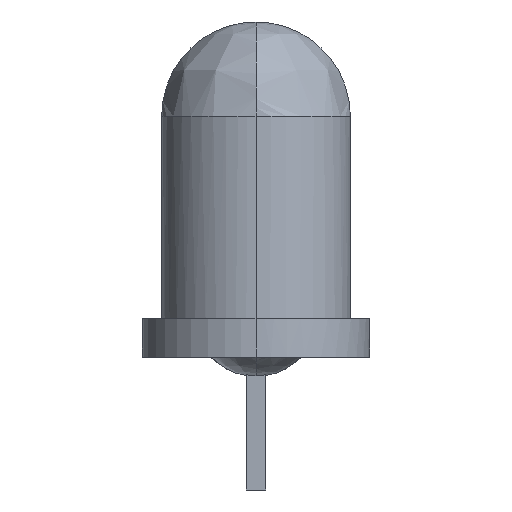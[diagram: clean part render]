
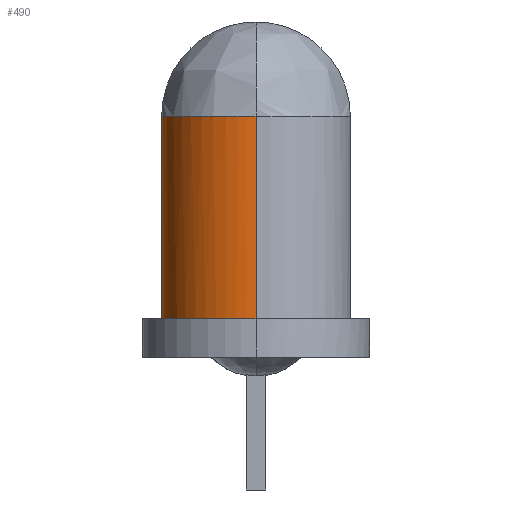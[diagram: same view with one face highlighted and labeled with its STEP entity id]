
A CAD part, left-side view. The second image highlights one B-rep face of the part: STEP entity #490.
In plain terms, the highlighted free-form (B-spline) face has degree [3, 1] with [4, 2] control points.
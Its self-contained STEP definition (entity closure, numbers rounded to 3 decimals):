
#116=(
BOUNDED_SURFACE()
B_SPLINE_SURFACE(3,1,((#6358,#6359),(#6360,#6361),(#6362,#6363),(#6364,
#6365)),.UNSPECIFIED.,.F.,.F.,.F.)
B_SPLINE_SURFACE_WITH_KNOTS((4,4),(2,2),(0.,1.),(0.,1.),.UNSPECIFIED.)
GEOMETRIC_REPRESENTATION_ITEM()
RATIONAL_B_SPLINE_SURFACE(((1.,1.),(0.333,0.333),
(0.333,0.333),(1.,1.)))
REPRESENTATION_ITEM('')
SURFACE()
);
#490=ADVANCED_FACE('',(#664),#116,.T.);
#664=FACE_OUTER_BOUND('',#850,.T.);
#850=EDGE_LOOP('',(#1632,#1633,#1634,#1635,#1636));
#1632=ORIENTED_EDGE('',*,*,#2107,.F.);
#1633=ORIENTED_EDGE('',*,*,#2104,.F.);
#1634=ORIENTED_EDGE('',*,*,#2110,.T.);
#1635=ORIENTED_EDGE('',*,*,#2109,.T.);
#1636=ORIENTED_EDGE('',*,*,#2108,.T.);
#2104=EDGE_CURVE('',#2896,#2897,#2430,.T.);
#2107=EDGE_CURVE('',#2897,#2893,#2433,.T.);
#2108=EDGE_CURVE('',#2898,#2893,#2579,.T.);
#2109=EDGE_CURVE('',#2884,#2898,#2434,.T.);
#2110=EDGE_CURVE('',#2896,#2884,#2580,.T.);
#2430=(
BOUNDED_CURVE()
B_SPLINE_CURVE(3,(#6595,#6596,#6597,#6598),.UNSPECIFIED.,.F.,.F.)
B_SPLINE_CURVE_WITH_KNOTS((4,4),(-3.142,-1.571),
 .UNSPECIFIED.)
CURVE()
GEOMETRIC_REPRESENTATION_ITEM()
RATIONAL_B_SPLINE_CURVE((1.,0.805,0.805,1.))
REPRESENTATION_ITEM('')
);
#2433=(
BOUNDED_CURVE()
B_SPLINE_CURVE(3,(#6607,#6608,#6609,#6610),.UNSPECIFIED.,.F.,.F.)
B_SPLINE_CURVE_WITH_KNOTS((4,4),(0.,1.571),.UNSPECIFIED.)
CURVE()
GEOMETRIC_REPRESENTATION_ITEM()
RATIONAL_B_SPLINE_CURVE((1.,0.805,0.805,1.))
REPRESENTATION_ITEM('')
);
#2434=(
BOUNDED_CURVE()
B_SPLINE_CURVE(3,(#6613,#6614,#6615,#6616),.UNSPECIFIED.,.F.,.F.)
B_SPLINE_CURVE_WITH_KNOTS((4,4),(3.147,6.288),
 .UNSPECIFIED.)
CURVE()
GEOMETRIC_REPRESENTATION_ITEM()
RATIONAL_B_SPLINE_CURVE((1.,0.333,0.333,1.))
REPRESENTATION_ITEM('')
);
#2579=B_SPLINE_CURVE_WITH_KNOTS('',1,(#6611,#6612),.UNSPECIFIED.,.F.,.F.,
(2,2),(6.288,6.294),.UNSPECIFIED.);
#2580=B_SPLINE_CURVE_WITH_KNOTS('',1,(#6617,#6618),.UNSPECIFIED.,.F.,.F.,
(2,2),(3.142,3.147),.UNSPECIFIED.);
#2884=VERTEX_POINT('',#6412);
#2893=VERTEX_POINT('',#6421);
#2896=VERTEX_POINT('',#6424);
#2897=VERTEX_POINT('',#6425);
#2898=VERTEX_POINT('',#6426);
#6358=CARTESIAN_POINT('',(-2.45,7.,7.275));
#6359=CARTESIAN_POINT('',(-2.45,7.,0.975));
#6360=CARTESIAN_POINT('',(-2.45,11.9,7.275));
#6361=CARTESIAN_POINT('',(-2.45,11.9,0.975));
#6362=CARTESIAN_POINT('',(2.45,11.9,7.275));
#6363=CARTESIAN_POINT('',(2.45,11.9,0.975));
#6364=CARTESIAN_POINT('',(2.45,7.,7.275));
#6365=CARTESIAN_POINT('',(2.45,7.,0.975));
#6412=CARTESIAN_POINT('',(2.45,7.,1.5));
#6421=CARTESIAN_POINT('',(-2.45,7.,6.75));
#6424=CARTESIAN_POINT('',(2.45,7.,6.75));
#6425=CARTESIAN_POINT('',(0.,9.45,6.75));
#6426=CARTESIAN_POINT('',(-2.45,7.,1.5));
#6595=CARTESIAN_POINT('',(2.45,7.,6.75));
#6596=CARTESIAN_POINT('',(2.45,8.435,6.75));
#6597=CARTESIAN_POINT('',(1.435,9.45,6.75));
#6598=CARTESIAN_POINT('',(0.,9.45,6.75));
#6607=CARTESIAN_POINT('',(0.,9.45,6.75));
#6608=CARTESIAN_POINT('',(-1.435,9.45,6.75));
#6609=CARTESIAN_POINT('',(-2.45,8.435,6.75));
#6610=CARTESIAN_POINT('',(-2.45,7.,6.75));
#6611=CARTESIAN_POINT('',(-2.45,7.,1.5));
#6612=CARTESIAN_POINT('',(-2.45,7.,6.75));
#6613=CARTESIAN_POINT('',(2.45,7.,1.5));
#6614=CARTESIAN_POINT('',(2.45,11.9,1.5));
#6615=CARTESIAN_POINT('',(-2.45,11.9,1.5));
#6616=CARTESIAN_POINT('',(-2.45,7.,1.5));
#6617=CARTESIAN_POINT('',(2.45,7.,6.75));
#6618=CARTESIAN_POINT('',(2.45,7.,1.5));
